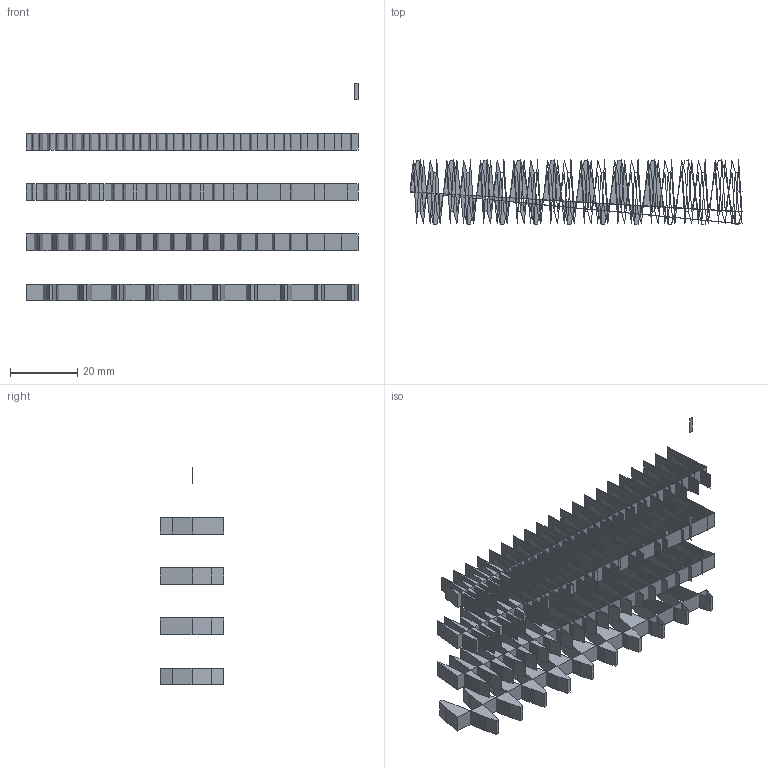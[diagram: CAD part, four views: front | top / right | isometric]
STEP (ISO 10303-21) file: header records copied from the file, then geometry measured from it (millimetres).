
FILE_DESCRIPTION(('Open CASCADE Model'),'2;1');
FILE_NAME('Open CASCADE Shape Model','2024-05-31T12:13:55',('Author'),( 'Open CASCADE'),'Open CASCADE STEP processor 7.7','Open CASCADE 7.7' ,'Unknown');
FILE_SCHEMA(('AUTOMOTIVE_DESIGN { 1 0 10303 214 1 1 1 1 }'));
Length unit declared in the file: millimetre
Products named in the file (6): Open CASCADE STEP translator 7.7 34; Open CASCADE STEP translator 7.7 34.1; Open CASCADE STEP translator 7.7 34.2; Open CASCADE STEP translator 7.7 34.3; Open CASCADE STEP translator 7.7 34.4; Open CASCADE STEP translator 7.7 34.5
Assembly tree (5 placements, depth 2):
  Open CASCADE STEP translator 7.7 34
    Open CASCADE STEP translator 7.7 34.1
    Open CASCADE STEP translator 7.7 34.2
    Open CASCADE STEP translator 7.7 34.3
    Open CASCADE STEP translator 7.7 34.4
    Open CASCADE STEP translator 7.7 34.5
Bounding box: 99 x 19.02 x 65 mm (x, y, z)
Volume: 7694.2 mm3; surface area: 23227.8 mm2
Topology: 5 solids, 5 shells, 456 faces, 1218 edges, 772 vertices
Faces by surface type: plane 456
Entity records: 23668 total; most frequent: CARTESIAN_POINT 3928, DIRECTION 3618, LINE 2934, VECTOR 2934, ORIENTED_EDGE 1956, PCURVE 1956, DEFINITIONAL_REPRESENTATION 1956, EDGE_CURVE 978
